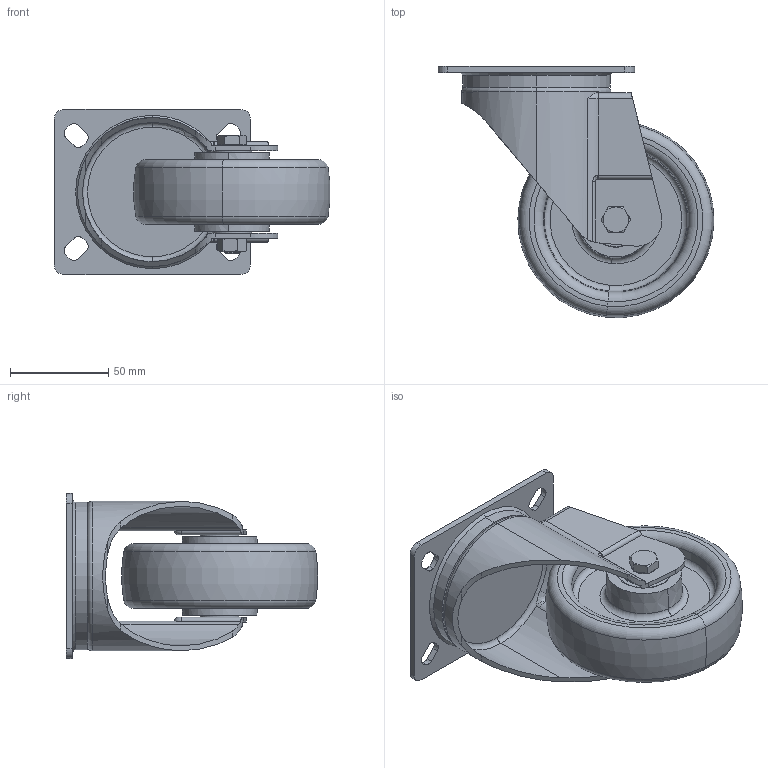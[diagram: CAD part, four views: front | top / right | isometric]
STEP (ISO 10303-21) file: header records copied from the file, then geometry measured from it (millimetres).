
FILE_DESCRIPTION (( 'STEP AP214' ), '1' );
FILE_NAME ('0029855_L-MV-PAM-100-K-3_(A-03).step', '2019-10-11T08:54:52', ( '' ), ( '' ), 'SwSTEP 2.0', 'SolidWorks 2018', '' );
FILE_SCHEMA (( 'AUTOMOTIVE_DESIGN' ));
Length unit declared in the file: millimetre
Products named in the file (1): 0029855_L-MV-PAM-100-K-3_(A-03)
Bounding box: 140.39 x 127.78 x 84 mm (x, y, z)
Volume: 273186.9 mm3; surface area: 90884.8 mm2
Topology: 8 solids, 12 shells, 350 faces, 795 edges, 486 vertices
Faces by surface type: cylinder 132, plane 91, torus 65, cone 56, bspline 6
Entity records: 14454 total; most frequent: CARTESIAN_POINT 2441, DIRECTION 1833, ORIENTED_EDGE 1590, EDGE_CURVE 795, AXIS2_PLACEMENT_3D 780, VERTEX_POINT 486, CIRCLE 435, EDGE_LOOP 399
